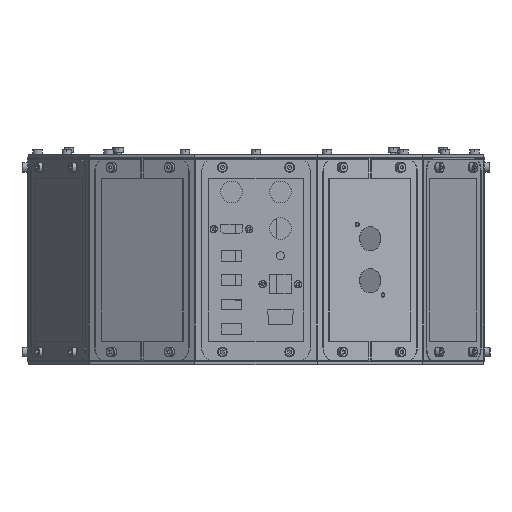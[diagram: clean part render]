
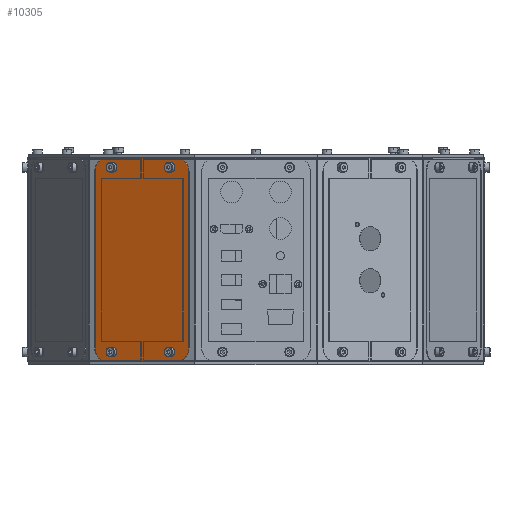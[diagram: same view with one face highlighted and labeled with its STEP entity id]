
A CAD part, left-side view. The second image highlights one B-rep face of the part: STEP entity #10305.
In plain terms, the highlighted face is planar.
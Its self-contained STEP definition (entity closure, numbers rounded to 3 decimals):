
#857=FACE_BOUND('',#2638,.T.);
#858=FACE_BOUND('',#2639,.T.);
#859=FACE_BOUND('',#2640,.T.);
#860=FACE_BOUND('',#2641,.T.);
#1140=CIRCLE('',#11323,2.);
#1142=CIRCLE('',#11326,2.);
#1144=CIRCLE('',#11329,2.);
#1146=CIRCLE('',#11332,2.);
#1148=CIRCLE('',#11335,10.);
#1150=CIRCLE('',#11339,10.);
#1152=CIRCLE('',#11343,10.);
#1154=CIRCLE('',#11347,10.);
#1846=FACE_OUTER_BOUND('',#2637,.T.);
#2637=EDGE_LOOP('',(#9285,#9286,#9287,#9288,#9289,#9290,#9291,#9292));
#2638=EDGE_LOOP('',(#9293));
#2639=EDGE_LOOP('',(#9294));
#2640=EDGE_LOOP('',(#9295));
#2641=EDGE_LOOP('',(#9296));
#3592=LINE('',#18159,#4549);
#3596=LINE('',#18171,#4553);
#3600=LINE('',#18183,#4557);
#3604=LINE('',#18194,#4561);
#4549=VECTOR('',#13908,60.);
#4553=VECTOR('',#13920,130.);
#4557=VECTOR('',#13932,60.);
#4561=VECTOR('',#13944,130.);
#5368=VERTEX_POINT('',#18125);
#5370=VERTEX_POINT('',#18131);
#5372=VERTEX_POINT('',#18137);
#5374=VERTEX_POINT('',#18143);
#5376=VERTEX_POINT('',#18149);
#5377=VERTEX_POINT('',#18150);
#5380=VERTEX_POINT('',#18158);
#5382=VERTEX_POINT('',#18164);
#5384=VERTEX_POINT('',#18170);
#5386=VERTEX_POINT('',#18176);
#5388=VERTEX_POINT('',#18182);
#5390=VERTEX_POINT('',#18188);
#6676=EDGE_CURVE('',#5368,#5368,#1140,.T.);
#6679=EDGE_CURVE('',#5370,#5370,#1142,.T.);
#6682=EDGE_CURVE('',#5372,#5372,#1144,.T.);
#6685=EDGE_CURVE('',#5374,#5374,#1146,.T.);
#6688=EDGE_CURVE('',#5376,#5377,#1148,.T.);
#6692=EDGE_CURVE('',#5377,#5380,#3592,.T.);
#6695=EDGE_CURVE('',#5380,#5382,#1150,.T.);
#6698=EDGE_CURVE('',#5382,#5384,#3596,.T.);
#6701=EDGE_CURVE('',#5384,#5386,#1152,.T.);
#6704=EDGE_CURVE('',#5386,#5388,#3600,.T.);
#6707=EDGE_CURVE('',#5388,#5390,#1154,.T.);
#6710=EDGE_CURVE('',#5390,#5376,#3604,.T.);
#9285=ORIENTED_EDGE('',*,*,#6688,.F.);
#9286=ORIENTED_EDGE('',*,*,#6710,.F.);
#9287=ORIENTED_EDGE('',*,*,#6707,.F.);
#9288=ORIENTED_EDGE('',*,*,#6704,.F.);
#9289=ORIENTED_EDGE('',*,*,#6701,.F.);
#9290=ORIENTED_EDGE('',*,*,#6698,.F.);
#9291=ORIENTED_EDGE('',*,*,#6695,.F.);
#9292=ORIENTED_EDGE('',*,*,#6692,.F.);
#9293=ORIENTED_EDGE('',*,*,#6676,.T.);
#9294=ORIENTED_EDGE('',*,*,#6679,.T.);
#9295=ORIENTED_EDGE('',*,*,#6682,.T.);
#9296=ORIENTED_EDGE('',*,*,#6685,.T.);
#9797=PLANE('',#11350);
#10305=ADVANCED_FACE('',(#1846,#857,#858,#859,#860),#9797,.T.);
#11323=AXIS2_PLACEMENT_3D('',#18126,#13872,#13873);
#11326=AXIS2_PLACEMENT_3D('',#18132,#13879,#13880);
#11329=AXIS2_PLACEMENT_3D('',#18138,#13886,#13887);
#11332=AXIS2_PLACEMENT_3D('',#18144,#13893,#13894);
#11335=AXIS2_PLACEMENT_3D('',#18151,#13900,#13901);
#11339=AXIS2_PLACEMENT_3D('',#18165,#13913,#13914);
#11343=AXIS2_PLACEMENT_3D('',#18177,#13925,#13926);
#11347=AXIS2_PLACEMENT_3D('',#18189,#13937,#13938);
#11350=AXIS2_PLACEMENT_3D('',#18196,#13946,#13947);
#13872=DIRECTION('center_axis',(-1.,0.,0.));
#13873=DIRECTION('ref_axis',(0.,0.,1.));
#13879=DIRECTION('center_axis',(-1.,0.,0.));
#13880=DIRECTION('ref_axis',(0.,0.,1.));
#13886=DIRECTION('center_axis',(-1.,0.,0.));
#13887=DIRECTION('ref_axis',(0.,0.,1.));
#13893=DIRECTION('center_axis',(-1.,0.,0.));
#13894=DIRECTION('ref_axis',(0.,0.,1.));
#13900=DIRECTION('center_axis',(-1.,0.,0.));
#13901=DIRECTION('ref_axis',(0.,0.,1.));
#13908=DIRECTION('',(0.,-1.,0.));
#13913=DIRECTION('center_axis',(-1.,0.,0.));
#13914=DIRECTION('ref_axis',(0.,1.,0.));
#13920=DIRECTION('',(0.,0.,1.));
#13925=DIRECTION('center_axis',(-1.,0.,0.));
#13926=DIRECTION('ref_axis',(0.,0.,-1.));
#13932=DIRECTION('',(0.,1.,0.));
#13937=DIRECTION('center_axis',(-1.,0.,0.));
#13938=DIRECTION('ref_axis',(0.,-1.,0.));
#13944=DIRECTION('',(0.,0.,-1.));
#13946=DIRECTION('center_axis',(1.,0.,0.));
#13947=DIRECTION('ref_axis',(0.,0.,-1.));
#18125=CARTESIAN_POINT('',(0.5,35.35,-150.505));
#18126=CARTESIAN_POINT('Origin',(0.5,35.35,-148.505));
#18131=CARTESIAN_POINT('',(0.5,35.35,-14.505));
#18132=CARTESIAN_POINT('Origin',(0.5,35.35,-12.505));
#18137=CARTESIAN_POINT('',(0.5,-14.114,-14.505));
#18138=CARTESIAN_POINT('Origin',(0.5,-14.114,-12.505));
#18143=CARTESIAN_POINT('',(0.5,-14.114,-150.505));
#18144=CARTESIAN_POINT('Origin',(0.5,-14.114,-148.505));
#18149=CARTESIAN_POINT('',(0.5,50.618,-145.505));
#18150=CARTESIAN_POINT('',(0.5,40.618,-155.505));
#18151=CARTESIAN_POINT('Origin',(0.5,40.618,-145.505));
#18158=CARTESIAN_POINT('',(0.5,-19.382,-155.505));
#18159=CARTESIAN_POINT('',(0.5,40.618,-155.505));
#18164=CARTESIAN_POINT('',(0.5,-29.382,-145.505));
#18165=CARTESIAN_POINT('Origin',(0.5,-19.382,-145.505));
#18170=CARTESIAN_POINT('',(0.5,-29.382,-15.505));
#18171=CARTESIAN_POINT('',(0.5,-29.382,-145.505));
#18176=CARTESIAN_POINT('',(0.5,-19.382,-5.505));
#18177=CARTESIAN_POINT('Origin',(0.5,-19.382,-15.505));
#18182=CARTESIAN_POINT('',(0.5,40.618,-5.505));
#18183=CARTESIAN_POINT('',(0.5,-19.382,-5.505));
#18188=CARTESIAN_POINT('',(0.5,50.618,-15.505));
#18189=CARTESIAN_POINT('Origin',(0.5,40.618,-15.505));
#18194=CARTESIAN_POINT('',(0.5,50.618,-15.505));
#18196=CARTESIAN_POINT('Origin',(0.5,10.618,-80.505));
